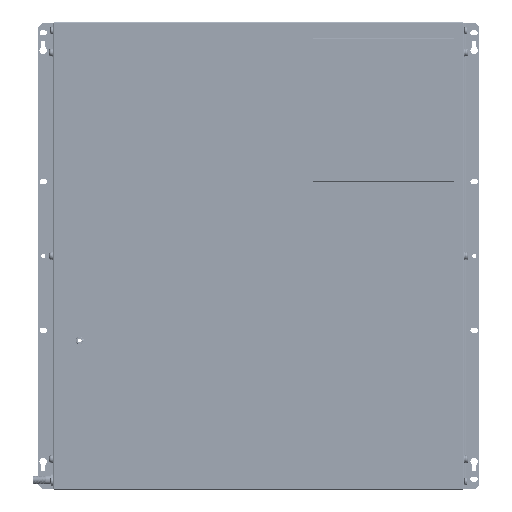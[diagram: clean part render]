
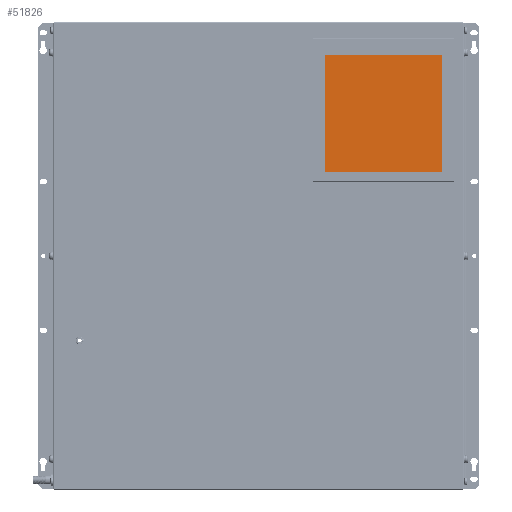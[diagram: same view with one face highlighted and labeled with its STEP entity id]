
A CAD part, top view. The second image highlights one B-rep face of the part: STEP entity #51826.
In plain terms, the highlighted planar face has unit normal (0, 0, 1).
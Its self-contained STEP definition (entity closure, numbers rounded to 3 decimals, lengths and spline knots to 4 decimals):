
#2390 = CARTESIAN_POINT ( 'NONE',  ( 9.63, 15.544, 22.9759 ) ) ;
#22250 = EDGE_CURVE ( 'NONE', #214466, #340749, #238362, .T. ) ;
#24530 = CARTESIAN_POINT ( 'NONE',  ( 15.506, 21.42, 22.9759 ) ) ;
#37628 = CARTESIAN_POINT ( 'NONE',  ( 15.506, 15.544, 22.9759 ) ) ;
#51826 = ADVANCED_FACE ( 'NONE', ( #56387 ), #337931, .F. ) ;
#53495 = CARTESIAN_POINT ( 'NONE',  ( 15.506, 15.544, 22.9759 ) ) ;
#56387 = FACE_OUTER_BOUND ( 'NONE', #314277, .T. ) ;
#72396 = ORIENTED_EDGE ( 'NONE', *, *, #319150, .T. ) ;
#73694 = LINE ( 'NONE', #106256, #146704 ) ;
#83344 = DIRECTION ( 'NONE',  ( 0., -1., 0. ) ) ;
#88960 = EDGE_CURVE ( 'NONE', #292388, #214466, #73694, .T. ) ;
#99978 = ORIENTED_EDGE ( 'NONE', *, *, #22250, .T. ) ;
#106256 = CARTESIAN_POINT ( 'NONE',  ( 9.63, 21.42, 22.9759 ) ) ;
#114249 = VECTOR ( 'NONE', #218618, 39.3701 ) ;
#118685 = DIRECTION ( 'NONE',  ( 0., 1., 0. ) ) ;
#135789 = ORIENTED_EDGE ( 'NONE', *, *, #189190, .T. ) ;
#142467 = AXIS2_PLACEMENT_3D ( 'NONE', #150164, #305284, #274697 ) ;
#142645 = VECTOR ( 'NONE', #83344, 39.3701 ) ;
#146704 = VECTOR ( 'NONE', #259334, 39.3701 ) ;
#150164 = CARTESIAN_POINT ( 'NONE',  ( 9.162, 15.076, 22.9759 ) ) ;
#183775 = VECTOR ( 'NONE', #118685, 39.3701 ) ;
#189190 = EDGE_CURVE ( 'NONE', #340749, #338893, #255251, .T. ) ;
#207726 = CARTESIAN_POINT ( 'NONE',  ( 9.63, 15.544, 22.9759 ) ) ;
#214466 = VERTEX_POINT ( 'NONE', #294084 ) ;
#218618 = DIRECTION ( 'NONE',  ( 1., 0., 0. ) ) ;
#238362 = LINE ( 'NONE', #207726, #142645 ) ;
#253280 = ORIENTED_EDGE ( 'NONE', *, *, #88960, .T. ) ;
#255251 = LINE ( 'NONE', #2390, #114249 ) ;
#259334 = DIRECTION ( 'NONE',  ( -1., 0., 0. ) ) ;
#274697 = DIRECTION ( 'NONE',  ( -1., 0., 0. ) ) ;
#292388 = VERTEX_POINT ( 'NONE', #24530 ) ;
#294084 = CARTESIAN_POINT ( 'NONE',  ( 9.63, 21.42, 22.9759 ) ) ;
#305284 = DIRECTION ( 'NONE',  ( 0., 0., -1. ) ) ;
#314277 = EDGE_LOOP ( 'NONE', ( #99978, #135789, #72396, #253280 ) ) ;
#319150 = EDGE_CURVE ( 'NONE', #338893, #292388, #367639, .T. ) ;
#337931 = PLANE ( 'NONE',  #142467 ) ;
#338893 = VERTEX_POINT ( 'NONE', #37628 ) ;
#340749 = VERTEX_POINT ( 'NONE', #352918 ) ;
#352918 = CARTESIAN_POINT ( 'NONE',  ( 9.63, 15.544, 22.9759 ) ) ;
#367639 = LINE ( 'NONE', #53495, #183775 ) ;
